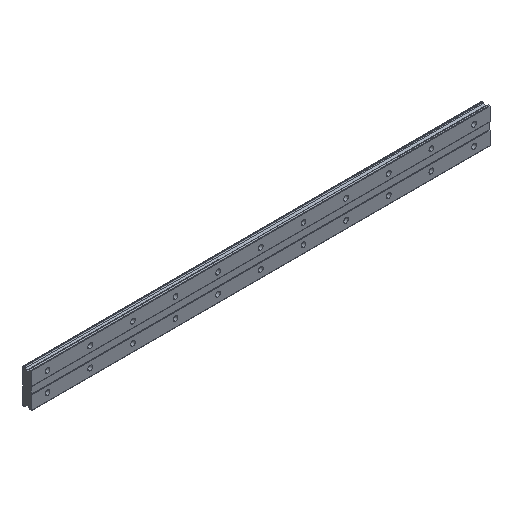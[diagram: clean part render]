
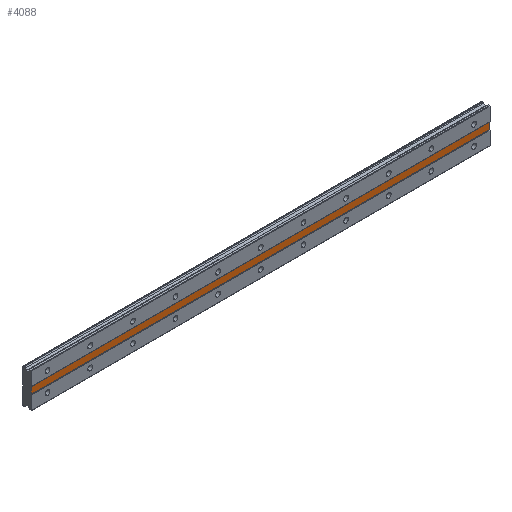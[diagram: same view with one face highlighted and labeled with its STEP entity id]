
A CAD part, isometric view. The second image highlights one B-rep face of the part: STEP entity #4088.
In plain terms, the highlighted planar face has unit normal (0, -1, 0).
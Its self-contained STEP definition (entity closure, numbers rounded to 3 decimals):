
#104 = EDGE_CURVE ( 'NONE', #523, #1280, #3536, .T. ) ;
#248 = ORIENTED_EDGE ( 'NONE', *, *, #2669, .F. ) ;
#302 = EDGE_LOOP ( 'NONE', ( #2082, #2382, #248, #1022 ) ) ;
#330 = LINE ( 'NONE', #4146, #1467 ) ;
#444 = CARTESIAN_POINT ( 'NONE',  ( 415., 0.5, 3. ) ) ;
#523 = VERTEX_POINT ( 'NONE', #1176 ) ;
#636 = EDGE_CURVE ( 'NONE', #3797, #4250, #1335, .T. ) ;
#648 = DIRECTION ( 'NONE',  ( 1., 0., 0. ) ) ;
#682 = DIRECTION ( 'NONE',  ( 0., 0., -1. ) ) ;
#698 = CARTESIAN_POINT ( 'NONE',  ( 415., 0.5, 16.615 ) ) ;
#715 = DIRECTION ( 'NONE',  ( 0., 1., 0. ) ) ;
#738 = VECTOR ( 'NONE', #682, 1000. ) ;
#780 = CARTESIAN_POINT ( 'NONE',  ( 415., 0.5, 3. ) ) ;
#1022 = ORIENTED_EDGE ( 'NONE', *, *, #104, .T. ) ;
#1175 = VECTOR ( 'NONE', #1802, 1000. ) ;
#1176 = CARTESIAN_POINT ( 'NONE',  ( -15., 0.5, 3. ) ) ;
#1280 = VERTEX_POINT ( 'NONE', #2459 ) ;
#1335 = LINE ( 'NONE', #698, #738 ) ;
#1419 = FACE_OUTER_BOUND ( 'NONE', #302, .T. ) ;
#1453 = EDGE_CURVE ( 'NONE', #1280, #4250, #330, .T. ) ;
#1467 = VECTOR ( 'NONE', #648, 1000. ) ;
#1802 = DIRECTION ( 'NONE',  ( 0., 0., -1. ) ) ;
#1961 = VECTOR ( 'NONE', #2559, 1000. ) ;
#2061 = CARTESIAN_POINT ( 'NONE',  ( 415., 0.5, -3. ) ) ;
#2082 = ORIENTED_EDGE ( 'NONE', *, *, #1453, .T. ) ;
#2178 = DIRECTION ( 'NONE',  ( 0., 0., 1. ) ) ;
#2382 = ORIENTED_EDGE ( 'NONE', *, *, #636, .F. ) ;
#2459 = CARTESIAN_POINT ( 'NONE',  ( -15., 0.5, -3. ) ) ;
#2559 = DIRECTION ( 'NONE',  ( 1., 0., 0. ) ) ;
#2669 = EDGE_CURVE ( 'NONE', #523, #3797, #3278, .T. ) ;
#2818 = PLANE ( 'NONE',  #3882 ) ;
#2829 = CARTESIAN_POINT ( 'NONE',  ( -15., 0.5, 16.615 ) ) ;
#3278 = LINE ( 'NONE', #3908, #1961 ) ;
#3536 = LINE ( 'NONE', #2829, #1175 ) ;
#3797 = VERTEX_POINT ( 'NONE', #444 ) ;
#3882 = AXIS2_PLACEMENT_3D ( 'NONE', #780, #715, #2178 ) ;
#3908 = CARTESIAN_POINT ( 'NONE',  ( 415., 0.5, 3. ) ) ;
#4088 = ADVANCED_FACE ( 'NONE', ( #1419 ), #2818, .F. ) ;
#4146 = CARTESIAN_POINT ( 'NONE',  ( 415., 0.5, -3. ) ) ;
#4250 = VERTEX_POINT ( 'NONE', #2061 ) ;
